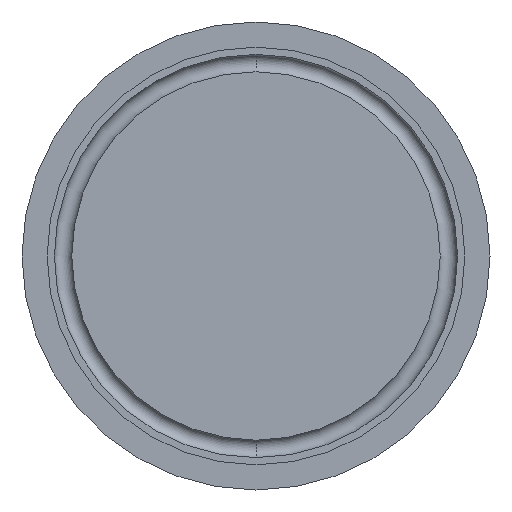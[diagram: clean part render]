
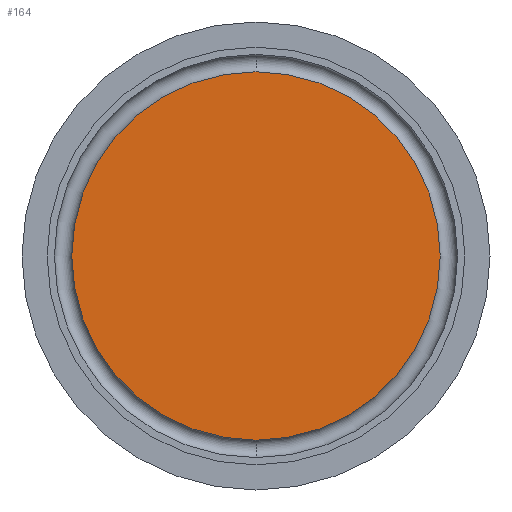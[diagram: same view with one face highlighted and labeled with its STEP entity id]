
A CAD part, left-side view. The second image highlights one B-rep face of the part: STEP entity #164.
In plain terms, the highlighted planar face has unit normal (-1, 0, 0).
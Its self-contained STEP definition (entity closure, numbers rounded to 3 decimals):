
#3 = ORIENTED_EDGE ( 'NONE', *, *, #360, .T. ) ;
#85 = DIRECTION ( 'NONE',  ( 0., 0., 1. ) ) ;
#93 = VERTEX_POINT ( 'NONE', #246 ) ;
#105 = CIRCLE ( 'NONE', #180, 51.165 ) ;
#164 = ADVANCED_FACE ( 'NONE', ( #302 ), #224, .F. ) ;
#180 = AXIS2_PLACEMENT_3D ( 'NONE', #479, #198, #277 ) ;
#198 = DIRECTION ( 'NONE',  ( -1., 0., 0. ) ) ;
#224 = PLANE ( 'NONE',  #340 ) ;
#228 = CARTESIAN_POINT ( 'NONE',  ( -8.85, -27.86, -51.165 ) ) ;
#241 = EDGE_CURVE ( 'NONE', #323, #93, #288, .T. ) ;
#246 = CARTESIAN_POINT ( 'NONE',  ( -8.85, -27.86, 51.165 ) ) ;
#277 = DIRECTION ( 'NONE',  ( 0., 0., 1. ) ) ;
#281 = EDGE_LOOP ( 'NONE', ( #3, #489 ) ) ;
#288 = CIRCLE ( 'NONE', #297, 51.165 ) ;
#297 = AXIS2_PLACEMENT_3D ( 'NONE', #338, #306, #85 ) ;
#302 = FACE_OUTER_BOUND ( 'NONE', #281, .T. ) ;
#306 = DIRECTION ( 'NONE',  ( -1., 0., 0. ) ) ;
#323 = VERTEX_POINT ( 'NONE', #228 ) ;
#338 = CARTESIAN_POINT ( 'NONE',  ( -8.85, -27.86, 0. ) ) ;
#340 = AXIS2_PLACEMENT_3D ( 'NONE', #429, #514, #341 ) ;
#341 = DIRECTION ( 'NONE',  ( 0., 0., -1. ) ) ;
#360 = EDGE_CURVE ( 'NONE', #93, #323, #105, .T. ) ;
#429 = CARTESIAN_POINT ( 'NONE',  ( -8.85, 0., 0. ) ) ;
#479 = CARTESIAN_POINT ( 'NONE',  ( -8.85, -27.86, 0. ) ) ;
#489 = ORIENTED_EDGE ( 'NONE', *, *, #241, .T. ) ;
#514 = DIRECTION ( 'NONE',  ( 1., 0., 0. ) ) ;
